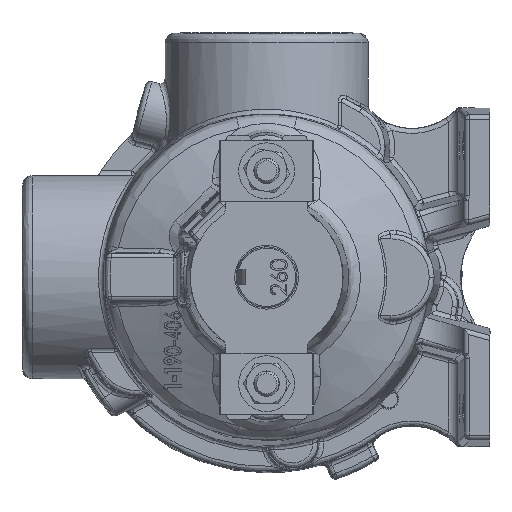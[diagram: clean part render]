
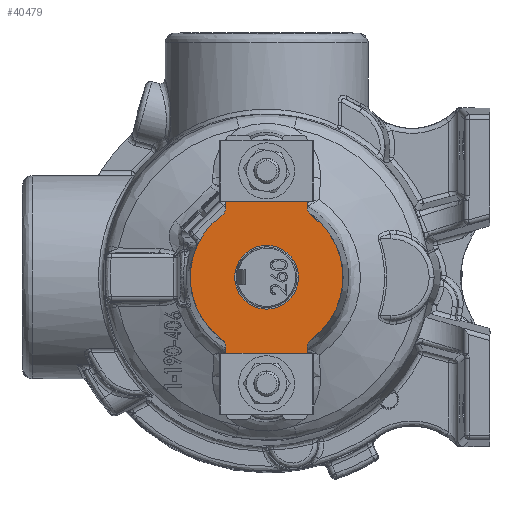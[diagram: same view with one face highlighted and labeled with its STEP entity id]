
A CAD part, left-side view. The second image highlights one B-rep face of the part: STEP entity #40479.
In plain terms, the highlighted planar face has unit normal (-1, 0, 0).
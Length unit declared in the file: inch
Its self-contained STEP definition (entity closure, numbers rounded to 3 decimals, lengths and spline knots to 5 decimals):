
#777 = ORIENTED_EDGE ( 'NONE', *, *, #879, .T. ) ;
#879 = EDGE_CURVE ( 'NONE', #67138, #61789, #54369, .T. ) ;
#1053 = VERTEX_POINT ( 'NONE', #49934 ) ;
#1139 = ORIENTED_EDGE ( 'NONE', *, *, #41086, .F. ) ;
#1282 = CARTESIAN_POINT ( 'NONE',  ( -6.2697, -0.62, 0.85977 ) ) ;
#2186 = ORIENTED_EDGE ( 'NONE', *, *, #43373, .T. ) ;
#2391 = ORIENTED_EDGE ( 'NONE', *, *, #42129, .F. ) ;
#3769 = AXIS2_PLACEMENT_3D ( 'NONE', #16670, #54828, #22177 ) ;
#3857 = CARTESIAN_POINT ( 'NONE',  ( -6.2697, 0.62, -0.85977 ) ) ;
#3895 = ORIENTED_EDGE ( 'NONE', *, *, #46074, .T. ) ;
#4029 = ORIENTED_EDGE ( 'NONE', *, *, #17686, .T. ) ;
#4137 = ORIENTED_EDGE ( 'NONE', *, *, #65466, .T. ) ;
#4322 = ORIENTED_EDGE ( 'NONE', *, *, #50555, .F. ) ;
#5011 = ORIENTED_EDGE ( 'NONE', *, *, #36613, .T. ) ;
#5022 = CARTESIAN_POINT ( 'NONE',  ( -6.2697, 0.5, 0.935 ) ) ;
#5317 = DIRECTION ( 'NONE',  ( 1., 0., 0. ) ) ;
#5869 = AXIS2_PLACEMENT_3D ( 'NONE', #58371, #25664, #63827 ) ;
#6505 = AXIS2_PLACEMENT_3D ( 'NONE', #64075, #31365, #69462 ) ;
#6571 = ORIENTED_EDGE ( 'NONE', *, *, #51742, .F. ) ;
#6726 = DIRECTION ( 'NONE',  ( 0., 0., 1. ) ) ;
#7098 = DIRECTION ( 'NONE',  ( 0., 0., -1. ) ) ;
#7241 = CIRCLE ( 'NONE', #67261, 0.94 ) ;
#8939 = DIRECTION ( 'NONE',  ( 0., 0., 1. ) ) ;
#9266 = CARTESIAN_POINT ( 'NONE',  ( -6.2697, 0., 0. ) ) ;
#9289 = DIRECTION ( 'NONE',  ( 0., -1., 0. ) ) ;
#10151 = ORIENTED_EDGE ( 'NONE', *, *, #50881, .T. ) ;
#10895 = VECTOR ( 'NONE', #64118, 39.37008 ) ;
#11007 = VERTEX_POINT ( 'NONE', #51209 ) ;
#12048 = CARTESIAN_POINT ( 'NONE',  ( -6.2697, 0.5, -1.75 ) ) ;
#12080 = AXIS2_PLACEMENT_3D ( 'NONE', #3857, #41850, #9289 ) ;
#13065 = ORIENTED_EDGE ( 'NONE', *, *, #49263, .F. ) ;
#13136 = CARTESIAN_POINT ( 'NONE',  ( -6.2697, -0.5, -0.935 ) ) ;
#14513 = DIRECTION ( 'NONE',  ( 0., -1., 0. ) ) ;
#14689 = DIRECTION ( 'NONE',  ( 0., -1., 0. ) ) ;
#14881 = VERTEX_POINT ( 'NONE', #60359 ) ;
#16670 = CARTESIAN_POINT ( 'NONE',  ( -6.2697, 0., 0. ) ) ;
#17686 = EDGE_CURVE ( 'NONE', #58865, #49688, #64469, .T. ) ;
#19477 = EDGE_LOOP ( 'NONE', ( #52004, #4137 ) ) ;
#19556 = CARTESIAN_POINT ( 'NONE',  ( -6.2697, -0.3925, 0. ) ) ;
#19952 = CIRCLE ( 'NONE', #23097, 0.3925 ) ;
#21107 = CARTESIAN_POINT ( 'NONE',  ( -6.2697, -0.5, 0.85977 ) ) ;
#22177 = DIRECTION ( 'NONE',  ( 0., 0., 1. ) ) ;
#23097 = AXIS2_PLACEMENT_3D ( 'NONE', #24316, #62451, #29721 ) ;
#24316 = CARTESIAN_POINT ( 'NONE',  ( -6.2697, 0., 0. ) ) ;
#25664 = DIRECTION ( 'NONE',  ( -1., 0., 0. ) ) ;
#26248 = EDGE_CURVE ( 'NONE', #53277, #55528, #19952, .T. ) ;
#26284 = LINE ( 'NONE', #12048, #39068 ) ;
#27376 = CARTESIAN_POINT ( 'NONE',  ( -6.2697, -0.62, -0.85977 ) ) ;
#27472 = CIRCLE ( 'NONE', #12080, 0.12 ) ;
#29721 = DIRECTION ( 'NONE',  ( 0., -1., 0. ) ) ;
#29743 = FACE_OUTER_BOUND ( 'NONE', #42503, .T. ) ;
#30426 = CARTESIAN_POINT ( 'NONE',  ( -6.2697, 0.54981, 0.76244 ) ) ;
#30443 = VERTEX_POINT ( 'NONE', #53813 ) ;
#30776 = VERTEX_POINT ( 'NONE', #43899 ) ;
#30925 = CIRCLE ( 'NONE', #6505, 0.12 ) ;
#31365 = DIRECTION ( 'NONE',  ( 1., 0., 0. ) ) ;
#32866 = DIRECTION ( 'NONE',  ( 0., 0., 1. ) ) ;
#34866 = CARTESIAN_POINT ( 'NONE',  ( -6.2697, -0.5, 0.935 ) ) ;
#35303 = CARTESIAN_POINT ( 'NONE',  ( -6.2697, -0.5, 1.75 ) ) ;
#36613 = EDGE_CURVE ( 'NONE', #47525, #42578, #47447, .T. ) ;
#37174 = VECTOR ( 'NONE', #14513, 39.37008 ) ;
#37467 = AXIS2_PLACEMENT_3D ( 'NONE', #9266, #47273, #14689 ) ;
#37862 = CARTESIAN_POINT ( 'NONE',  ( -6.2697, 0., 0. ) ) ;
#39068 = VECTOR ( 'NONE', #50076, 39.37008 ) ;
#39267 = DIRECTION ( 'NONE',  ( 1., 0., 0. ) ) ;
#39634 = CARTESIAN_POINT ( 'NONE',  ( -6.2697, -0.5, -0.79599 ) ) ;
#39952 = CIRCLE ( 'NONE', #68819, 0.12 ) ;
#40476 = CARTESIAN_POINT ( 'NONE',  ( -6.2697, 0.5, -0.935 ) ) ;
#40479 = ADVANCED_FACE ( 'NONE', ( #29743, #44274 ), #68961, .T. ) ;
#41086 = EDGE_CURVE ( 'NONE', #67138, #42578, #51816, .T. ) ;
#41349 = LINE ( 'NONE', #41709, #70241 ) ;
#41709 = CARTESIAN_POINT ( 'NONE',  ( -6.2697, 0.5, 0.79599 ) ) ;
#41850 = DIRECTION ( 'NONE',  ( 1., 0., 0. ) ) ;
#42129 = EDGE_CURVE ( 'NONE', #30443, #61789, #41349, .T. ) ;
#42503 = EDGE_LOOP ( 'NONE', ( #5011, #1139, #777, #2391, #2186, #42830, #3895, #13065, #4029, #4322, #10151, #6571 ) ) ;
#42578 = VERTEX_POINT ( 'NONE', #21107 ) ;
#42830 = ORIENTED_EDGE ( 'NONE', *, *, #45667, .F. ) ;
#43323 = DIRECTION ( 'NONE',  ( 0., -1., 0. ) ) ;
#43373 = EDGE_CURVE ( 'NONE', #30443, #48779, #30925, .T. ) ;
#43545 = CARTESIAN_POINT ( 'NONE',  ( -6.2697, 0.3925, 0. ) ) ;
#43899 = CARTESIAN_POINT ( 'NONE',  ( -6.2697, 0.54981, -0.76244 ) ) ;
#44274 = FACE_BOUND ( 'NONE', #19477, .T. ) ;
#45667 = EDGE_CURVE ( 'NONE', #30776, #48779, #7241, .T. ) ;
#46074 = EDGE_CURVE ( 'NONE', #30776, #14881, #27472, .T. ) ;
#47095 = CARTESIAN_POINT ( 'NONE',  ( -6.2697, 0., -0.935 ) ) ;
#47273 = DIRECTION ( 'NONE',  ( 1., 0., 0. ) ) ;
#47447 = CIRCLE ( 'NONE', #54889, 0.12 ) ;
#47525 = VERTEX_POINT ( 'NONE', #51674 ) ;
#48779 = VERTEX_POINT ( 'NONE', #30426 ) ;
#49263 = EDGE_CURVE ( 'NONE', #58865, #14881, #26284, .T. ) ;
#49688 = VERTEX_POINT ( 'NONE', #13136 ) ;
#49934 = CARTESIAN_POINT ( 'NONE',  ( -6.2697, -0.54981, -0.76244 ) ) ;
#50076 = DIRECTION ( 'NONE',  ( 0., 0., 1. ) ) ;
#50555 = EDGE_CURVE ( 'NONE', #11007, #49688, #65606, .T. ) ;
#50881 = EDGE_CURVE ( 'NONE', #11007, #1053, #39952, .T. ) ;
#51209 = CARTESIAN_POINT ( 'NONE',  ( -6.2697, -0.5, -0.85977 ) ) ;
#51674 = CARTESIAN_POINT ( 'NONE',  ( -6.2697, -0.54981, 0.76244 ) ) ;
#51742 = EDGE_CURVE ( 'NONE', #47525, #1053, #62001, .T. ) ;
#51816 = LINE ( 'NONE', #35303, #66320 ) ;
#52004 = ORIENTED_EDGE ( 'NONE', *, *, #26248, .T. ) ;
#53277 = VERTEX_POINT ( 'NONE', #19556 ) ;
#53813 = CARTESIAN_POINT ( 'NONE',  ( -6.2697, 0.5, 0.85977 ) ) ;
#54369 = LINE ( 'NONE', #67215, #10895 ) ;
#54828 = DIRECTION ( 'NONE',  ( 1., 0., 0. ) ) ;
#54889 = AXIS2_PLACEMENT_3D ( 'NONE', #1282, #39267, #6726 ) ;
#55528 = VERTEX_POINT ( 'NONE', #43545 ) ;
#58371 = CARTESIAN_POINT ( 'NONE',  ( -6.2697, 0., 0. ) ) ;
#58865 = VERTEX_POINT ( 'NONE', #40476 ) ;
#60359 = CARTESIAN_POINT ( 'NONE',  ( -6.2697, 0.5, -0.85977 ) ) ;
#61609 = CIRCLE ( 'NONE', #37467, 0.3925 ) ;
#61789 = VERTEX_POINT ( 'NONE', #5022 ) ;
#62001 = CIRCLE ( 'NONE', #3769, 0.94 ) ;
#62451 = DIRECTION ( 'NONE',  ( 1., 0., 0. ) ) ;
#63827 = DIRECTION ( 'NONE',  ( 0., -1., 0. ) ) ;
#63914 = VECTOR ( 'NONE', #7098, 39.37008 ) ;
#64075 = CARTESIAN_POINT ( 'NONE',  ( -6.2697, 0.62, 0.85977 ) ) ;
#64118 = DIRECTION ( 'NONE',  ( 0., 1., 0. ) ) ;
#64469 = LINE ( 'NONE', #47095, #37174 ) ;
#65466 = EDGE_CURVE ( 'NONE', #55528, #53277, #61609, .T. ) ;
#65554 = DIRECTION ( 'NONE',  ( 1., 0., 0. ) ) ;
#65606 = LINE ( 'NONE', #39634, #63914 ) ;
#66320 = VECTOR ( 'NONE', #67931, 39.37008 ) ;
#67138 = VERTEX_POINT ( 'NONE', #34866 ) ;
#67215 = CARTESIAN_POINT ( 'NONE',  ( -6.2697, 0., 0.935 ) ) ;
#67261 = AXIS2_PLACEMENT_3D ( 'NONE', #37862, #5317, #43323 ) ;
#67931 = DIRECTION ( 'NONE',  ( 0., 0., -1. ) ) ;
#68819 = AXIS2_PLACEMENT_3D ( 'NONE', #27376, #65554, #32866 ) ;
#68961 = PLANE ( 'NONE',  #5869 ) ;
#69462 = DIRECTION ( 'NONE',  ( 0., -1., 0. ) ) ;
#70241 = VECTOR ( 'NONE', #8939, 39.37008 ) ;
